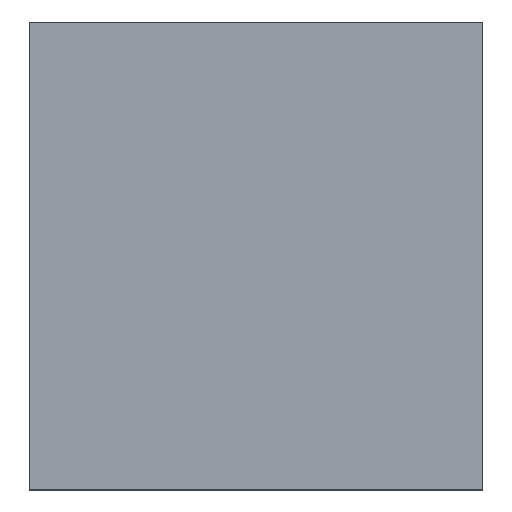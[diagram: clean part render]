
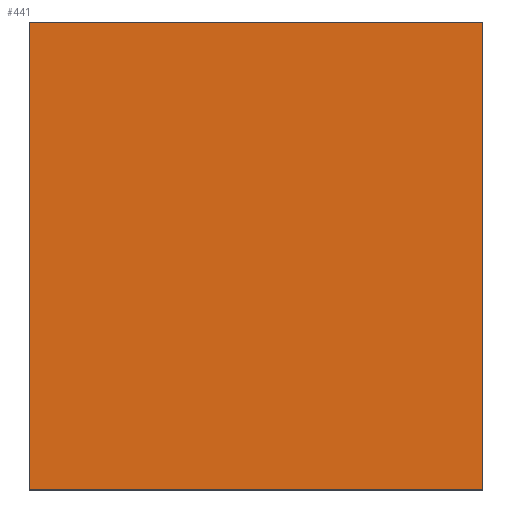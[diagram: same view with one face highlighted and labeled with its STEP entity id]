
A CAD part, top view. The second image highlights one B-rep face of the part: STEP entity #441.
In plain terms, the highlighted planar face has unit normal (0, 0, 1).
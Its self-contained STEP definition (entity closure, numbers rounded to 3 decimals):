
#332 = VERTEX_POINT('',#333);
#333 = CARTESIAN_POINT('',(3.2,3.3,5.));
#339 = EDGE_CURVE('',#340,#332,#342,.T.);
#340 = VERTEX_POINT('',#341);
#341 = CARTESIAN_POINT('',(3.2,-3.3,5.));
#342 = LINE('',#343,#344);
#343 = CARTESIAN_POINT('',(3.2,-3.3,5.));
#344 = VECTOR('',#345,1.);
#345 = DIRECTION('',(0.,1.,0.));
#370 = VERTEX_POINT('',#371);
#371 = CARTESIAN_POINT('',(-3.2,3.3,5.));
#377 = EDGE_CURVE('',#332,#370,#378,.T.);
#378 = LINE('',#379,#380);
#379 = CARTESIAN_POINT('',(-3.2,3.3,5.));
#380 = VECTOR('',#381,1.);
#381 = DIRECTION('',(-1.,0.,0.));
#401 = VERTEX_POINT('',#402);
#402 = CARTESIAN_POINT('',(-3.2,-3.3,5.));
#408 = EDGE_CURVE('',#370,#401,#409,.T.);
#409 = LINE('',#410,#411);
#410 = CARTESIAN_POINT('',(-3.2,-3.3,5.));
#411 = VECTOR('',#412,1.);
#412 = DIRECTION('',(0.,-1.,0.));
#430 = EDGE_CURVE('',#401,#340,#431,.T.);
#431 = LINE('',#432,#433);
#432 = CARTESIAN_POINT('',(-3.2,-3.3,5.));
#433 = VECTOR('',#434,1.);
#434 = DIRECTION('',(1.,0.,0.));
#441 = ADVANCED_FACE('',(#442),#448,.F.);
#442 = FACE_BOUND('',#443,.T.);
#443 = EDGE_LOOP('',(#444,#445,#446,#447));
#444 = ORIENTED_EDGE('',*,*,#339,.T.);
#445 = ORIENTED_EDGE('',*,*,#377,.T.);
#446 = ORIENTED_EDGE('',*,*,#408,.T.);
#447 = ORIENTED_EDGE('',*,*,#430,.T.);
#448 = PLANE('',#449);
#449 = AXIS2_PLACEMENT_3D('',#450,#451,#452);
#450 = CARTESIAN_POINT('',(0.,0.,5.));
#451 = DIRECTION('',(0.,0.,-1.));
#452 = DIRECTION('',(0.,1.,0.));
